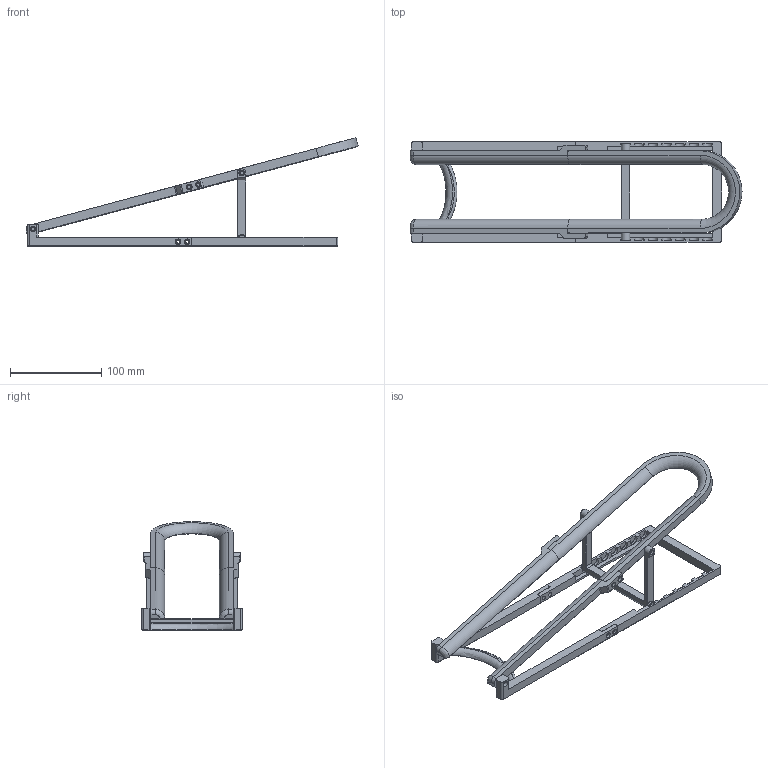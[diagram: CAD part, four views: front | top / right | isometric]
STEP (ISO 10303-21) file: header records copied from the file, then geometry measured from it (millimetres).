
FILE_DESCRIPTION(/* description */ (''),/* implementation_level */ '2;1');
FILE_NAME(/* name */ 'Ramp.step',/* time_stamp */ '2025-05-21T13:21:31+10:00',/* author */ (''),/* organization */ (''),/* preprocessor_version */ 'ST-DEVELOPER v20.1',/* originating_system */ 'Autodesk Translation Framework v14.4.0.0',/* authorisation */ '');
FILE_SCHEMA (('AUTOMOTIVE_DESIGN { 1 0 10303 214 3 1 1 }'));
Length unit declared in the file: millimetre
Products named in the file (7): Ramp; Component1; Component3; Component4; Component5; Component6; Component8
Assembly tree (6 placements, depth 2):
  Ramp
    Component1
    Component3
    Component4
    Component5
    Component6
    Component8
Bounding box: 363.51 x 110 x 118.92 mm (x, y, z)
Volume: 191047.8 mm3; surface area: 82919.6 mm2
Topology: 6 solids, 6 shells, 346 faces, 836 edges, 520 vertices
Faces by surface type: plane 210, cylinder 87, cone 40, bspline 6, torus 3
Full cylindrical faces by diameter (mm): 3.5 x12, 4.7 x12, 6 x12
Entity records: 10387 total; most frequent: CARTESIAN_POINT 1907, DIRECTION 1769, ORIENTED_EDGE 1672, EDGE_CURVE 836, AXIS2_PLACEMENT_3D 600, LINE 569, VECTOR 569, VERTEX_POINT 520
